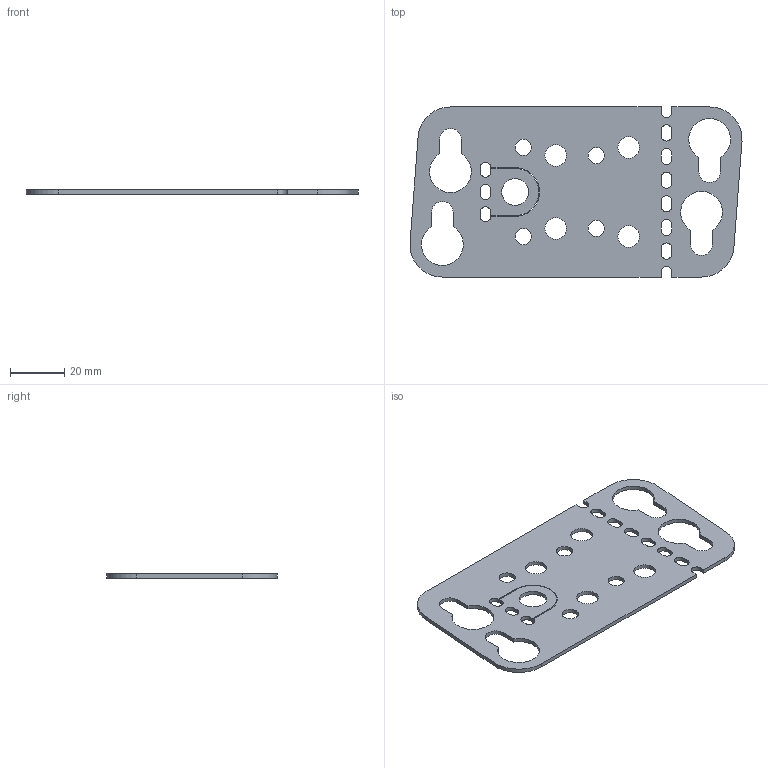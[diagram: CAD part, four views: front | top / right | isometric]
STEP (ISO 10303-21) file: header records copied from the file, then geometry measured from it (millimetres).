
FILE_DESCRIPTION(/* description */ (''),/* implementation_level */ '2;1');
FILE_NAME(/* name */ 'RVS Proto 2 CLAB Connectie.step',/* time_stamp */ '2020-02-18T20:02:29+01:00',/* author */ (''),/* organization */ (''),/* preprocessor_version */ 'ST-DEVELOPER v18',/* originating_system */ 'Autodesk Translation Framework v8.12.0.6',/* authorisation */ '');
FILE_SCHEMA (('AUTOMOTIVE_DESIGN { 1 0 10303 214 3 1 1 }'));
Length unit declared in the file: millimetre
Products named in the file (1): FusionComponent
Bounding box: 122.93 x 63 x 1.5 mm (x, y, z)
Volume: 8738.3 mm3; surface area: 13236.1 mm2
Topology: 1 solids, 1 shells, 85 faces, 257 edges, 174 vertices
Faces by surface type: cylinder 43, plane 42
Full cylindrical faces by diameter (mm): 6 x4, 8 x4, 10 x1
Entity records: 3053 total; most frequent: DIRECTION 523, CARTESIAN_POINT 517, ORIENTED_EDGE 514, EDGE_CURVE 257, AXIS2_PLACEMENT_3D 180, VERTEX_POINT 174, LINE 163, VECTOR 163
